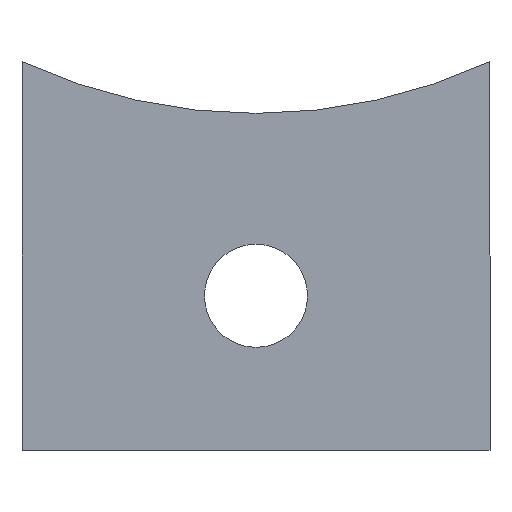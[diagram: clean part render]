
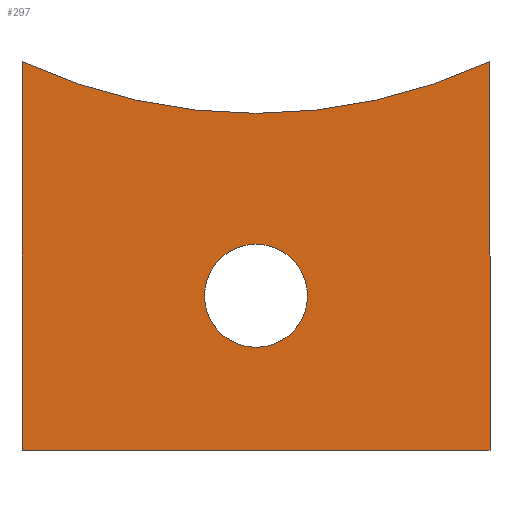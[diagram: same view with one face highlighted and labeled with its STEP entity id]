
A CAD part, front view. The second image highlights one B-rep face of the part: STEP entity #297.
In plain terms, the highlighted planar face has unit normal (0, -1, 0).
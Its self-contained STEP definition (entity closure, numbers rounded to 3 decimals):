
#2 = ORIENTED_EDGE ( 'NONE', *, *, #280, .F. ) ;
#6 = DIRECTION ( 'NONE',  ( 0., 1., 0. ) ) ;
#9 = DIRECTION ( 'NONE',  ( 0., -1., 0. ) ) ;
#20 = VERTEX_POINT ( 'NONE', #22 ) ;
#22 = CARTESIAN_POINT ( 'NONE',  ( 0., 0., 21.24 ) ) ;
#27 = DIRECTION ( 'NONE',  ( 0., 0., -1. ) ) ;
#28 = CARTESIAN_POINT ( 'NONE',  ( 0., 0., 9.74 ) ) ;
#30 = DIRECTION ( 'NONE',  ( 0., 0., 1. ) ) ;
#34 = VERTEX_POINT ( 'NONE', #44 ) ;
#35 = ORIENTED_EDGE ( 'NONE', *, *, #126, .T. ) ;
#44 = CARTESIAN_POINT ( 'NONE',  ( 14.75, 0., 24.5 ) ) ;
#51 = FACE_OUTER_BOUND ( 'NONE', #133, .T. ) ;
#53 = AXIS2_PLACEMENT_3D ( 'NONE', #59, #9, #58 ) ;
#58 = DIRECTION ( 'NONE',  ( 0., 0., -1. ) ) ;
#59 = CARTESIAN_POINT ( 'NONE',  ( 0., 0., 56.24 ) ) ;
#61 = PLANE ( 'NONE',  #53 ) ;
#80 = CARTESIAN_POINT ( 'NONE',  ( 0., 0., 12.99 ) ) ;
#83 = CARTESIAN_POINT ( 'NONE',  ( -14.75, 0., 24.5 ) ) ;
#90 = LINE ( 'NONE', #246, #180 ) ;
#104 = CIRCLE ( 'NONE', #253, 35. ) ;
#106 = EDGE_LOOP ( 'NONE', ( #35, #172 ) ) ;
#113 = CARTESIAN_POINT ( 'NONE',  ( -14.75, 0., 0. ) ) ;
#115 = ORIENTED_EDGE ( 'NONE', *, *, #247, .F. ) ;
#121 = ORIENTED_EDGE ( 'NONE', *, *, #155, .F. ) ;
#126 = EDGE_CURVE ( 'NONE', #169, #195, #197, .T. ) ;
#133 = EDGE_LOOP ( 'NONE', ( #115, #145, #278, #121, #2 ) ) ;
#141 = LINE ( 'NONE', #199, #206 ) ;
#145 = ORIENTED_EDGE ( 'NONE', *, *, #306, .F. ) ;
#147 = DIRECTION ( 'NONE',  ( 0., -1., 0. ) ) ;
#148 = CARTESIAN_POINT ( 'NONE',  ( 14.75, 0., 0. ) ) ;
#149 = VECTOR ( 'NONE', #226, 1000. ) ;
#151 = AXIS2_PLACEMENT_3D ( 'NONE', #282, #310, #154 ) ;
#152 = CARTESIAN_POINT ( 'NONE',  ( 0., 0., 9.74 ) ) ;
#154 = DIRECTION ( 'NONE',  ( 0., 0., -1. ) ) ;
#155 = EDGE_CURVE ( 'NONE', #20, #34, #104, .T. ) ;
#167 = EDGE_CURVE ( 'NONE', #195, #169, #227, .T. ) ;
#169 = VERTEX_POINT ( 'NONE', #296 ) ;
#170 = VERTEX_POINT ( 'NONE', #148 ) ;
#172 = ORIENTED_EDGE ( 'NONE', *, *, #167, .T. ) ;
#173 = DIRECTION ( 'NONE',  ( 0., 0., 1. ) ) ;
#180 = VECTOR ( 'NONE', #224, 1000. ) ;
#186 = EDGE_CURVE ( 'NONE', #34, #170, #141, .T. ) ;
#187 = AXIS2_PLACEMENT_3D ( 'NONE', #152, #6, #30 ) ;
#192 = CIRCLE ( 'NONE', #151, 35. ) ;
#195 = VERTEX_POINT ( 'NONE', #80 ) ;
#197 = CIRCLE ( 'NONE', #301, 3.25 ) ;
#199 = CARTESIAN_POINT ( 'NONE',  ( 14.75, 0., 0. ) ) ;
#206 = VECTOR ( 'NONE', #216, 1000. ) ;
#216 = DIRECTION ( 'NONE',  ( 0., 0., -1. ) ) ;
#217 = DIRECTION ( 'NONE',  ( 0., 1., 0. ) ) ;
#220 = LINE ( 'NONE', #221, #149 ) ;
#221 = CARTESIAN_POINT ( 'NONE',  ( -14.75, 0., 0. ) ) ;
#224 = DIRECTION ( 'NONE',  ( -1., 0., 0. ) ) ;
#226 = DIRECTION ( 'NONE',  ( 0., 0., 1. ) ) ;
#227 = CIRCLE ( 'NONE', #187, 3.25 ) ;
#236 = VERTEX_POINT ( 'NONE', #83 ) ;
#244 = CARTESIAN_POINT ( 'NONE',  ( 0., 0., 56.24 ) ) ;
#246 = CARTESIAN_POINT ( 'NONE',  ( -14.75, 0., 0. ) ) ;
#247 = EDGE_CURVE ( 'NONE', #290, #236, #220, .T. ) ;
#253 = AXIS2_PLACEMENT_3D ( 'NONE', #244, #147, #27 ) ;
#278 = ORIENTED_EDGE ( 'NONE', *, *, #186, .F. ) ;
#280 = EDGE_CURVE ( 'NONE', #236, #20, #192, .T. ) ;
#282 = CARTESIAN_POINT ( 'NONE',  ( 0., 0., 56.24 ) ) ;
#290 = VERTEX_POINT ( 'NONE', #113 ) ;
#296 = CARTESIAN_POINT ( 'NONE',  ( 0., 0., 6.49 ) ) ;
#297 = ADVANCED_FACE ( 'NONE', ( #51, #308 ), #61, .T. ) ;
#301 = AXIS2_PLACEMENT_3D ( 'NONE', #28, #217, #173 ) ;
#306 = EDGE_CURVE ( 'NONE', #170, #290, #90, .T. ) ;
#308 = FACE_BOUND ( 'NONE', #106, .T. ) ;
#310 = DIRECTION ( 'NONE',  ( 0., -1., 0. ) ) ;
